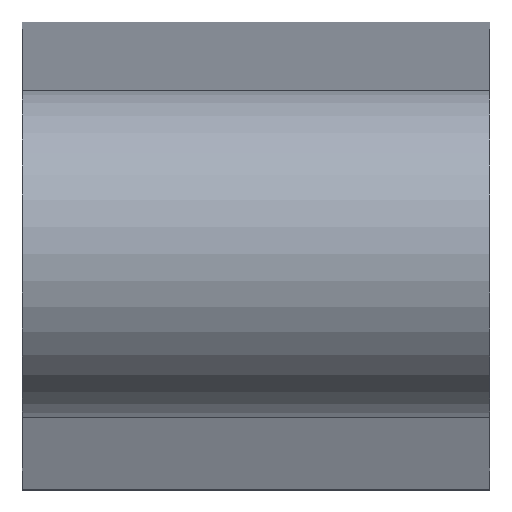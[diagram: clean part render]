
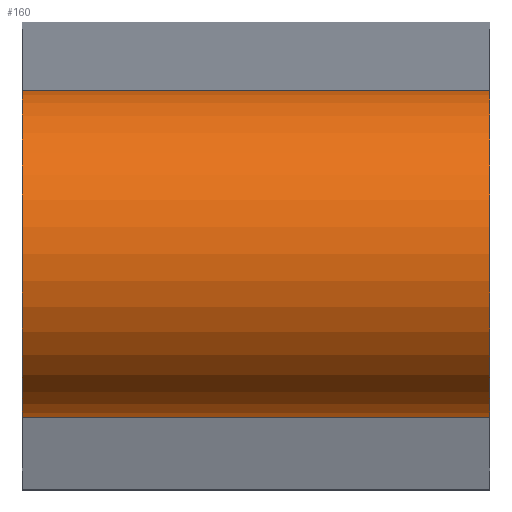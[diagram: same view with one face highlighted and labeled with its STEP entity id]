
A CAD part, top view. The second image highlights one B-rep face of the part: STEP entity #160.
In plain terms, the highlighted cylindrical face has radius 1.755 mm (diameter 3.51 mm), a partial arc.
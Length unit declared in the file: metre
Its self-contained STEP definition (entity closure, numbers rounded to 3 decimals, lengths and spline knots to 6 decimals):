
#12=CYLINDRICAL_SURFACE('',#186,0.001755);
#28=LINE('',#273,#44);
#29=LINE('',#274,#45);
#44=VECTOR('',#226,1.);
#45=VECTOR('',#227,1.);
#72=ORIENTED_EDGE('',*,*,#102,.F.);
#73=ORIENTED_EDGE('',*,*,#104,.T.);
#74=ORIENTED_EDGE('',*,*,#89,.T.);
#75=ORIENTED_EDGE('',*,*,#105,.F.);
#89=EDGE_CURVE('',#110,#109,#121,.T.);
#102=EDGE_CURVE('',#118,#119,#123,.T.);
#104=EDGE_CURVE('',#118,#110,#28,.T.);
#105=EDGE_CURVE('',#119,#109,#29,.T.);
#109=VERTEX_POINT('',#242);
#110=VERTEX_POINT('',#244);
#118=VERTEX_POINT('',#268);
#119=VERTEX_POINT('',#270);
#121=CIRCLE('',#179,0.001755);
#123=CIRCLE('',#185,0.001755);
#131=EDGE_LOOP('',(#72,#73,#74,#75));
#143=FACE_BOUND('',#131,.T.);
#160=ADVANCED_FACE('',(#143),#12,.T.);
#179=AXIS2_PLACEMENT_3D('',#243,#198,#199);
#185=AXIS2_PLACEMENT_3D('',#269,#221,#222);
#186=AXIS2_PLACEMENT_3D('',#272,#224,#225);
#198=DIRECTION('',(1.,0.,0.));
#199=DIRECTION('',(0.,0.,1.));
#221=DIRECTION('',(1.,0.,0.));
#222=DIRECTION('',(0.,0.,-1.));
#224=DIRECTION('',(-1.,0.,0.));
#225=DIRECTION('',(0.,0.,1.));
#226=DIRECTION('',(-1.,0.,0.));
#227=DIRECTION('',(-1.,0.,0.));
#242=CARTESIAN_POINT('',(-0.042841,-0.00175,0.038));
#243=CARTESIAN_POINT('',(-0.042841,0.,0.037869));
#244=CARTESIAN_POINT('',(-0.042841,0.00175,0.038));
#268=CARTESIAN_POINT('',(-0.037841,0.00175,0.038));
#269=CARTESIAN_POINT('',(-0.037841,0.,0.037869));
#270=CARTESIAN_POINT('',(-0.037841,-0.00175,0.038));
#272=CARTESIAN_POINT('',(-0.03784,0.,0.037869));
#273=CARTESIAN_POINT('',(-0.03784,0.00175,0.038));
#274=CARTESIAN_POINT('',(-0.03784,-0.00175,0.038));
